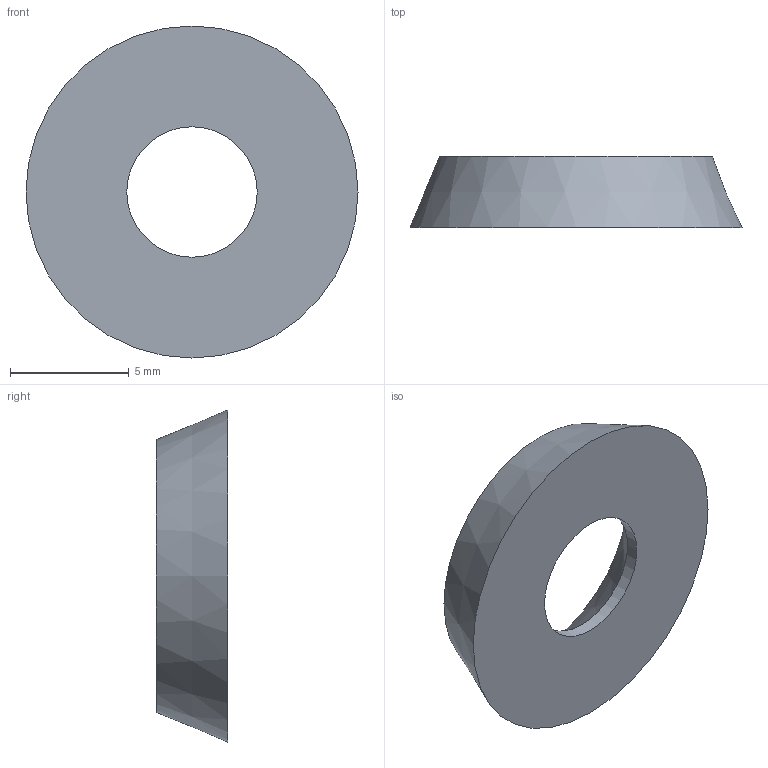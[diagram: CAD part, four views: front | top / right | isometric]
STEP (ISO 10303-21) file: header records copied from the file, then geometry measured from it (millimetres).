
FILE_DESCRIPTION(/* description */ ('Rondella inox per viti svasate d.5 A4'),/* implementation_level */ '2;1');
FILE_NAME(/* name */ 'SBW05-14.stp',/* time_stamp */ '2022-11-14T18:32:04+01:00',/* author */ ('marco.dallariva'),/* organization */ (''),/* preprocessor_version */ 'ST-DEVELOPER v18.1',/* originating_system */ 'Autodesk Inventor 2021',/* authorisation */ '');
FILE_SCHEMA (('AUTOMOTIVE_DESIGN { 1 0 10303 214 3 1 1 }'));
Length unit declared in the file: millimetre
Products named in the file (1): SBW05-14
Bounding box: 14 x 3 x 14 mm (x, y, z)
Volume: 245.7 mm3; surface area: 375.3 mm2
Topology: 1 solids, 1 shells, 5 faces, 8 edges, 5 vertices
Faces by surface type: cone 2, plane 2, cylinder 1
Full cylindrical faces by diameter (mm): 5.5 x1
Entity records: 164 total; most frequent: DIRECTION 25, CARTESIAN_POINT 19, ORIENTED_EDGE 16, AXIS2_PLACEMENT_3D 11, EDGE_CURVE 8, EDGE_LOOP 7, FACE_OUTER_BOUND 5, CIRCLE 5
